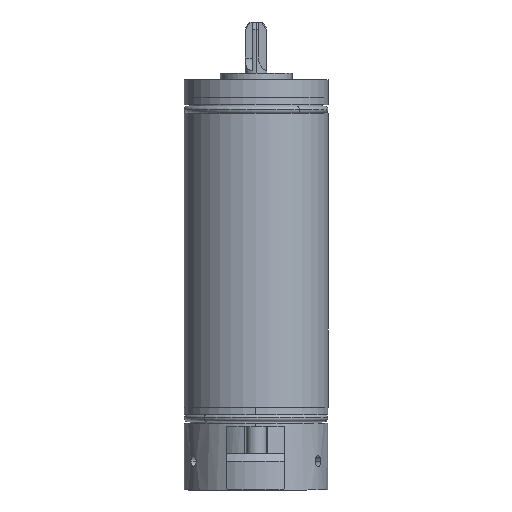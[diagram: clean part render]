
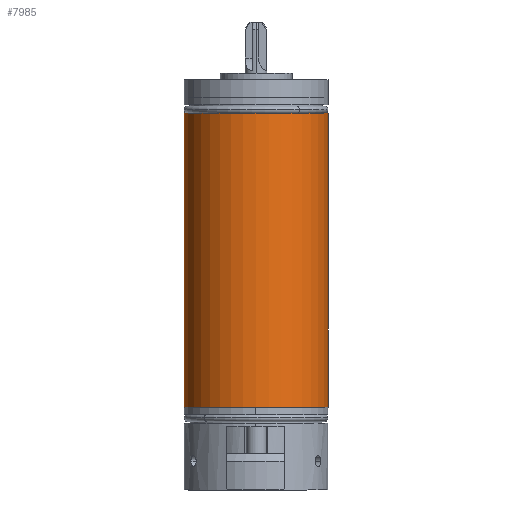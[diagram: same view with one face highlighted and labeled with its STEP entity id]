
A CAD part, left-side view. The second image highlights one B-rep face of the part: STEP entity #7985.
In plain terms, the highlighted cylindrical face has radius 10 mm (diameter 20 mm), a partial arc.
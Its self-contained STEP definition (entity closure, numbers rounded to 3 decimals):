
#225 = AXIS2_PLACEMENT_3D ( 'NONE', #2300, #6290, #6955 ) ;
#353 = DIRECTION ( 'NONE',  ( 0., -1., 0. ) ) ;
#542 = DIRECTION ( 'NONE',  ( 0., -1., 0. ) ) ;
#944 = CARTESIAN_POINT ( 'NONE',  ( 0., 40.8, 10. ) ) ;
#1221 = CYLINDRICAL_SURFACE ( 'NONE', #225, 10. ) ;
#1419 = FACE_OUTER_BOUND ( 'NONE', #2983, .T. ) ;
#1462 = ORIENTED_EDGE ( 'NONE', *, *, #4337, .T. ) ;
#2147 = DIRECTION ( 'NONE',  ( 0., -1., 0. ) ) ;
#2300 = CARTESIAN_POINT ( 'NONE',  ( 0., 0., 0. ) ) ;
#2302 = LINE ( 'NONE', #3173, #5637 ) ;
#2626 = EDGE_CURVE ( 'NONE', #3187, #6845, #3380, .T. ) ;
#2967 = ORIENTED_EDGE ( 'NONE', *, *, #6842, .F. ) ;
#2983 = EDGE_LOOP ( 'NONE', ( #2967, #1462, #8009, #8637 ) ) ;
#3173 = CARTESIAN_POINT ( 'NONE',  ( 0., 0., -10. ) ) ;
#3187 = VERTEX_POINT ( 'NONE', #5703 ) ;
#3215 = VECTOR ( 'NONE', #4186, 1000. ) ;
#3380 = CIRCLE ( 'NONE', #5927, 10. ) ;
#3521 = CARTESIAN_POINT ( 'NONE',  ( 0., 0., -10. ) ) ;
#4186 = DIRECTION ( 'NONE',  ( 0., -1., 0. ) ) ;
#4309 = CARTESIAN_POINT ( 'NONE',  ( 0., 40.8, 0. ) ) ;
#4337 = EDGE_CURVE ( 'NONE', #5178, #4832, #7206, .T. ) ;
#4692 = AXIS2_PLACEMENT_3D ( 'NONE', #4309, #353, #4995 ) ;
#4832 = VERTEX_POINT ( 'NONE', #6610 ) ;
#4995 = DIRECTION ( 'NONE',  ( 0., 0., -1. ) ) ;
#5178 = VERTEX_POINT ( 'NONE', #944 ) ;
#5346 = EDGE_CURVE ( 'NONE', #4832, #6845, #2302, .T. ) ;
#5637 = VECTOR ( 'NONE', #542, 1000. ) ;
#5703 = CARTESIAN_POINT ( 'NONE',  ( 0., 0., 10. ) ) ;
#5927 = AXIS2_PLACEMENT_3D ( 'NONE', #6135, #2147, #6803 ) ;
#6135 = CARTESIAN_POINT ( 'NONE',  ( 0., 0., 0. ) ) ;
#6290 = DIRECTION ( 'NONE',  ( 0., -1., 0. ) ) ;
#6610 = CARTESIAN_POINT ( 'NONE',  ( 0., 40.8, -10. ) ) ;
#6748 = LINE ( 'NONE', #8193, #3215 ) ;
#6803 = DIRECTION ( 'NONE',  ( 0., 0., -1. ) ) ;
#6842 = EDGE_CURVE ( 'NONE', #5178, #3187, #6748, .T. ) ;
#6845 = VERTEX_POINT ( 'NONE', #3521 ) ;
#6955 = DIRECTION ( 'NONE',  ( 0., 0., -1. ) ) ;
#7206 = CIRCLE ( 'NONE', #4692, 10. ) ;
#7985 = ADVANCED_FACE ( 'NONE', ( #1419 ), #1221, .T. ) ;
#8009 = ORIENTED_EDGE ( 'NONE', *, *, #5346, .T. ) ;
#8193 = CARTESIAN_POINT ( 'NONE',  ( 0., 0., 10. ) ) ;
#8637 = ORIENTED_EDGE ( 'NONE', *, *, #2626, .F. ) ;
